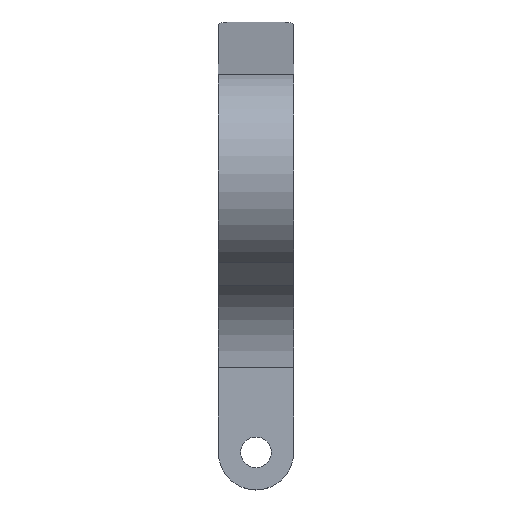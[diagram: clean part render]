
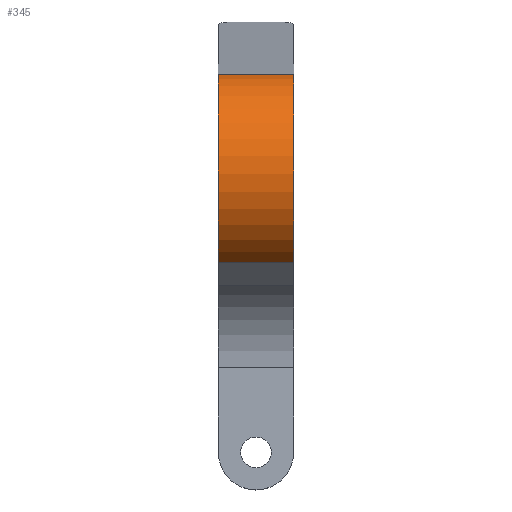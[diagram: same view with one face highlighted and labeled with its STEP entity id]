
A CAD part, top view. The second image highlights one B-rep face of the part: STEP entity #345.
In plain terms, the highlighted cylindrical face has radius 0.549 mm (diameter 1.097 mm), a partial arc.
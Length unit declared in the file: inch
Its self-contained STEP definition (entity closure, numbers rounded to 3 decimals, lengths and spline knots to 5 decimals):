
#3 = CARTESIAN_POINT ( 'NONE',  ( -0.04, 0.04032, 0.01866 ) ) ;
#17 = CARTESIAN_POINT ( 'NONE',  ( -0.008, 0.05903, 0.00786 ) ) ;
#66 = VECTOR ( 'NONE', #269, 39.37008 ) ;
#79 = CARTESIAN_POINT ( 'NONE',  ( 0.008, 0.0803, 0.01161 ) ) ;
#92 = CARTESIAN_POINT ( 'NONE',  ( -0.04, 0.0803, 0.01161 ) ) ;
#109 = AXIS2_PLACEMENT_3D ( 'NONE', #438, #324, #328 ) ;
#134 = FACE_OUTER_BOUND ( 'NONE', #453, .T. ) ;
#148 = CARTESIAN_POINT ( 'NONE',  ( -0.008, 0.04032, 0.01866 ) ) ;
#153 = VERTEX_POINT ( 'NONE', #79 ) ;
#159 = CIRCLE ( 'NONE', #109, 0.0216 ) ;
#167 = CARTESIAN_POINT ( 'NONE',  ( -0.05461, 0.05903, 0.00786 ) ) ;
#174 = CARTESIAN_POINT ( 'NONE',  ( -0.008, 0.0803, 0.01161 ) ) ;
#200 = CIRCLE ( 'NONE', #577, 0.0216 ) ;
#221 = LINE ( 'NONE', #3, #654 ) ;
#240 = ORIENTED_EDGE ( 'NONE', *, *, #467, .T. ) ;
#253 = ORIENTED_EDGE ( 'NONE', *, *, #589, .F. ) ;
#269 = DIRECTION ( 'NONE',  ( 1., 0., 0. ) ) ;
#275 = AXIS2_PLACEMENT_3D ( 'NONE', #167, #648, #766 ) ;
#303 = DIRECTION ( 'NONE',  ( -1., 0., 0. ) ) ;
#324 = DIRECTION ( 'NONE',  ( 1., 0., 0. ) ) ;
#328 = DIRECTION ( 'NONE',  ( 0., 1., 0. ) ) ;
#345 = ADVANCED_FACE ( 'NONE', ( #134 ), #691, .T. ) ;
#361 = ORIENTED_EDGE ( 'NONE', *, *, #633, .F. ) ;
#423 = DIRECTION ( 'NONE',  ( 0., 1., 0. ) ) ;
#438 = CARTESIAN_POINT ( 'NONE',  ( 0.008, 0.05903, 0.00786 ) ) ;
#440 = VERTEX_POINT ( 'NONE', #174 ) ;
#453 = EDGE_LOOP ( 'NONE', ( #361, #518, #253, #240 ) ) ;
#467 = EDGE_CURVE ( 'NONE', #655, #720, #221, .T. ) ;
#509 = LINE ( 'NONE', #92, #66 ) ;
#518 = ORIENTED_EDGE ( 'NONE', *, *, #745, .F. ) ;
#577 = AXIS2_PLACEMENT_3D ( 'NONE', #17, #303, #423 ) ;
#589 = EDGE_CURVE ( 'NONE', #655, #440, #200, .T. ) ;
#633 = EDGE_CURVE ( 'NONE', #153, #720, #159, .T. ) ;
#648 = DIRECTION ( 'NONE',  ( 1., 0., 0. ) ) ;
#654 = VECTOR ( 'NONE', #773, 39.37008 ) ;
#655 = VERTEX_POINT ( 'NONE', #148 ) ;
#691 = CYLINDRICAL_SURFACE ( 'NONE', #275, 0.0216 ) ;
#720 = VERTEX_POINT ( 'NONE', #744 ) ;
#744 = CARTESIAN_POINT ( 'NONE',  ( 0.008, 0.04032, 0.01866 ) ) ;
#745 = EDGE_CURVE ( 'NONE', #440, #153, #509, .T. ) ;
#766 = DIRECTION ( 'NONE',  ( 0., 1., 0. ) ) ;
#773 = DIRECTION ( 'NONE',  ( 1., 0., 0. ) ) ;
